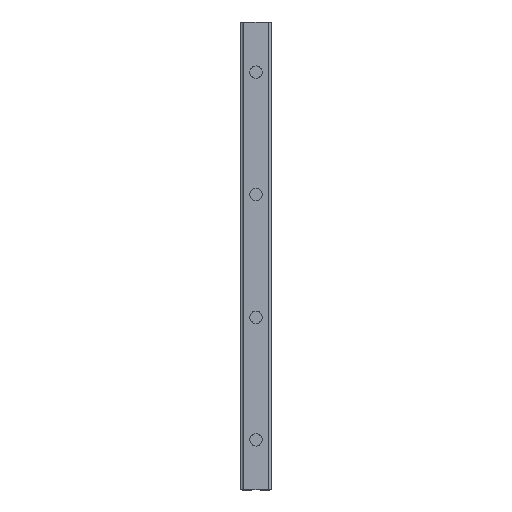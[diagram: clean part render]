
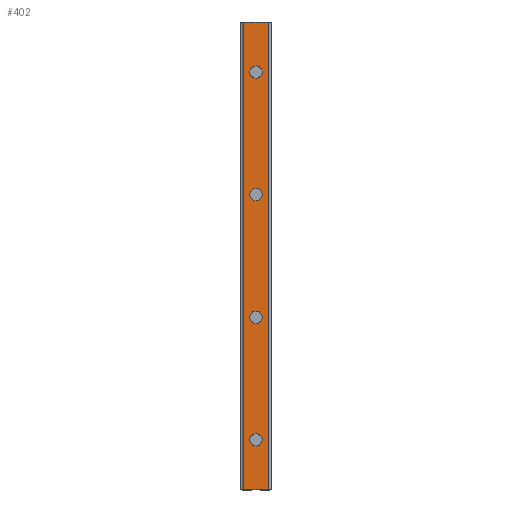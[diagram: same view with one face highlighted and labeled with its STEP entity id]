
A CAD part, top view. The second image highlights one B-rep face of the part: STEP entity #402.
In plain terms, the highlighted planar face has unit normal (0, 0, 1).
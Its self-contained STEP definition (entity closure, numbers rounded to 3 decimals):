
#402=ADVANCED_FACE('',(#825,#826,#827,#828,#829),#830,.T.);
#825=FACE_BOUND('',#1266,.T.);
#826=FACE_BOUND('',#1267,.T.);
#827=FACE_BOUND('',#1268,.T.);
#828=FACE_BOUND('',#1269,.T.);
#829=FACE_OUTER_BOUND('',#1270,.T.);
#830=PLANE('',#1271);
#1266=EDGE_LOOP('',(#2442,#2443));
#1267=EDGE_LOOP('',(#2444,#2445));
#1268=EDGE_LOOP('',(#2446,#2447));
#1269=EDGE_LOOP('',(#2448,#2449));
#1270=EDGE_LOOP('',(#2450,#2451,#2452,#2453));
#1271=AXIS2_PLACEMENT_3D('',#2454,#2455,#2456);
#2442=ORIENTED_EDGE('',*,*,#2655,.T.);
#2443=ORIENTED_EDGE('',*,*,#3021,.T.);
#2444=ORIENTED_EDGE('',*,*,#2645,.T.);
#2445=ORIENTED_EDGE('',*,*,#3027,.T.);
#2446=ORIENTED_EDGE('',*,*,#2635,.T.);
#2447=ORIENTED_EDGE('',*,*,#3033,.T.);
#2448=ORIENTED_EDGE('',*,*,#2625,.T.);
#2449=ORIENTED_EDGE('',*,*,#3039,.T.);
#2450=ORIENTED_EDGE('',*,*,#3002,.T.);
#2451=ORIENTED_EDGE('',*,*,#3082,.F.);
#2452=ORIENTED_EDGE('',*,*,#2876,.T.);
#2453=ORIENTED_EDGE('',*,*,#3080,.T.);
#2454=CARTESIAN_POINT('',(0.0,229.0,12.5));
#2455=DIRECTION('',(0.0,0.0,1.0));
#2456=DIRECTION('',(-1.0,0.0,0.0));
#2625=EDGE_CURVE('',#3134,#3131,#3135,.T.);
#2635=EDGE_CURVE('',#3152,#3149,#3153,.T.);
#2645=EDGE_CURVE('',#3170,#3167,#3171,.T.);
#2655=EDGE_CURVE('',#3188,#3185,#3189,.T.);
#2876=EDGE_CURVE('',#3523,#3521,#3524,.T.);
#3002=EDGE_CURVE('',#3730,#3728,#3731,.T.);
#3021=EDGE_CURVE('',#3185,#3188,#3766,.T.);
#3027=EDGE_CURVE('',#3167,#3170,#3772,.T.);
#3033=EDGE_CURVE('',#3149,#3152,#3778,.T.);
#3039=EDGE_CURVE('',#3131,#3134,#3784,.T.);
#3080=EDGE_CURVE('',#3521,#3730,#3825,.T.);
#3082=EDGE_CURVE('',#3523,#3728,#3827,.T.);
#3131=VERTEX_POINT('',#3878);
#3134=VERTEX_POINT('',#3882);
#3135=CIRCLE('',#3883,3.0);
#3149=VERTEX_POINT('',#3900);
#3152=VERTEX_POINT('',#3904);
#3153=CIRCLE('',#3905,3.0);
#3167=VERTEX_POINT('',#3922);
#3170=VERTEX_POINT('',#3926);
#3171=CIRCLE('',#3927,3.0);
#3185=VERTEX_POINT('',#3944);
#3188=VERTEX_POINT('',#3948);
#3189=CIRCLE('',#3949,3.0);
#3521=VERTEX_POINT('',#4413);
#3523=VERTEX_POINT('',#4416);
#3524=LINE('',#4417,#4418);
#3728=VERTEX_POINT('',#4704);
#3730=VERTEX_POINT('',#4707);
#3731=LINE('',#4708,#4709);
#3766=CIRCLE('',#4752,3.0);
#3772=CIRCLE('',#4758,3.0);
#3778=CIRCLE('',#4764,3.0);
#3784=CIRCLE('',#4770,3.0);
#3825=LINE('',#4829,#4830);
#3827=LINE('',#4832,#4833);
#3878=CARTESIAN_POINT('',(3.0,24.5,12.5));
#3882=CARTESIAN_POINT('',(-3.0,24.5,12.5));
#3883=AXIS2_PLACEMENT_3D('',#4899,#4900,#4901);
#3900=CARTESIAN_POINT('',(3.0,84.5,12.5));
#3904=CARTESIAN_POINT('',(-3.0,84.5,12.5));
#3905=AXIS2_PLACEMENT_3D('',#4915,#4916,#4917);
#3922=CARTESIAN_POINT('',(3.0,144.5,12.5));
#3926=CARTESIAN_POINT('',(-3.0,144.5,12.5));
#3927=AXIS2_PLACEMENT_3D('',#4931,#4932,#4933);
#3944=CARTESIAN_POINT('',(3.0,204.5,12.5));
#3948=CARTESIAN_POINT('',(-3.0,204.5,12.5));
#3949=AXIS2_PLACEMENT_3D('',#4947,#4948,#4949);
#4413=CARTESIAN_POINT('',(-6.094,229.0,12.5));
#4416=CARTESIAN_POINT('',(6.094,229.0,12.5));
#4417=CARTESIAN_POINT('',(6.094,229.0,12.5));
#4418=VECTOR('',#5173,1.0);
#4704=CARTESIAN_POINT('',(6.094,0.0,12.5));
#4707=CARTESIAN_POINT('',(-6.094,0.0,12.5));
#4708=CARTESIAN_POINT('',(6.094,0.0,12.5));
#4709=VECTOR('',#5311,1.0);
#4752=AXIS2_PLACEMENT_3D('',#5347,#5348,#5349);
#4758=AXIS2_PLACEMENT_3D('',#5356,#5357,#5358);
#4764=AXIS2_PLACEMENT_3D('',#5365,#5366,#5367);
#4770=AXIS2_PLACEMENT_3D('',#5374,#5375,#5376);
#4829=CARTESIAN_POINT('',(-6.094,229.0,12.5));
#4830=VECTOR('',#5401,1.0);
#4832=CARTESIAN_POINT('',(6.094,229.0,12.5));
#4833=VECTOR('',#5402,1.0);
#4899=CARTESIAN_POINT('',(0.0,24.5,12.5));
#4900=DIRECTION('',(0.0,0.0,-1.0));
#4901=DIRECTION('',(1.0,0.0,0.0));
#4915=CARTESIAN_POINT('',(0.0,84.5,12.5));
#4916=DIRECTION('',(0.0,0.0,-1.0));
#4917=DIRECTION('',(1.0,0.0,0.0));
#4931=CARTESIAN_POINT('',(0.0,144.5,12.5));
#4932=DIRECTION('',(0.0,0.0,-1.0));
#4933=DIRECTION('',(1.0,0.0,0.0));
#4947=CARTESIAN_POINT('',(0.0,204.5,12.5));
#4948=DIRECTION('',(0.0,0.0,-1.0));
#4949=DIRECTION('',(1.0,0.0,0.0));
#5173=DIRECTION('',(-1.0,0.0,0.0));
#5311=DIRECTION('',(1.0,0.0,0.0));
#5347=CARTESIAN_POINT('',(0.0,204.5,12.5));
#5348=DIRECTION('',(0.0,0.0,-1.0));
#5349=DIRECTION('',(1.0,0.0,0.0));
#5356=CARTESIAN_POINT('',(0.0,144.5,12.5));
#5357=DIRECTION('',(0.0,0.0,-1.0));
#5358=DIRECTION('',(1.0,0.0,0.0));
#5365=CARTESIAN_POINT('',(0.0,84.5,12.5));
#5366=DIRECTION('',(0.0,0.0,-1.0));
#5367=DIRECTION('',(1.0,0.0,0.0));
#5374=CARTESIAN_POINT('',(0.0,24.5,12.5));
#5375=DIRECTION('',(0.0,0.0,-1.0));
#5376=DIRECTION('',(1.0,0.0,0.0));
#5401=DIRECTION('',(0.0,-1.0,0.0));
#5402=DIRECTION('',(0.0,-1.0,0.0));
